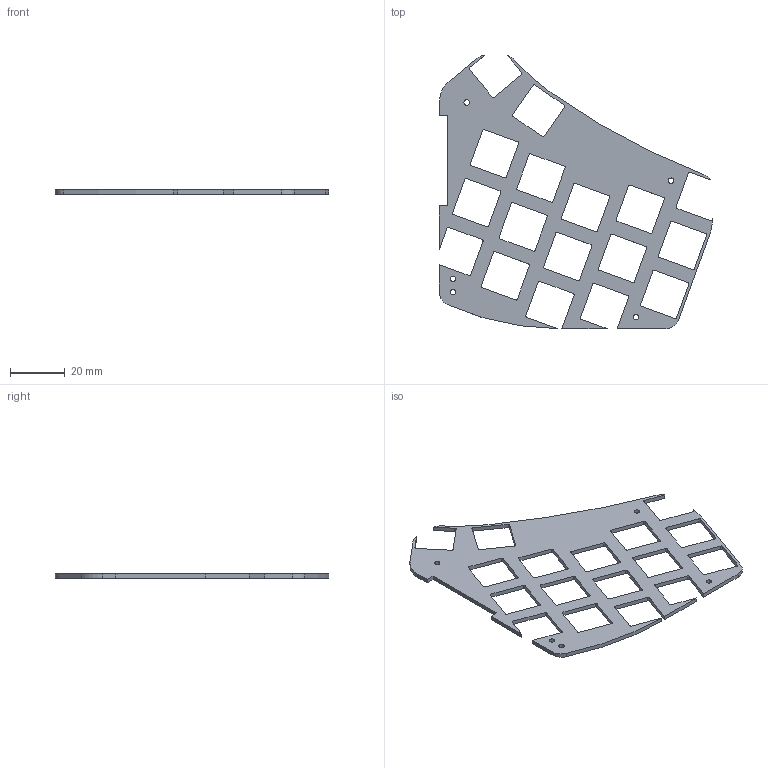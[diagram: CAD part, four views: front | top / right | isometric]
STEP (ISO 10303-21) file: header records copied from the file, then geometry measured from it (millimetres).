
FILE_DESCRIPTION(/* description */ (''),/* implementation_level */ '2;1');
FILE_NAME(/* name */ 'CheapisSwitchplate.step',/* time_stamp */ '2023-05-09T17:02:38-07:00',/* author */ (''),/* organization */ (''),/* preprocessor_version */ 'ST-DEVELOPER v19.2',/* originating_system */ 'Autodesk Translation Framework v12.4.0.73',/* authorisation */ '');
FILE_SCHEMA (('AUTOMOTIVE_DESIGN { 1 0 10303 214 3 1 1 }'));
Length unit declared in the file: millimetre
Products named in the file (1): CheapisMergedBottomplates
Bounding box: 99.89 x 99.89 x 1.5 mm (x, y, z)
Volume: 6233.7 mm3; surface area: 10164.1 mm2
Topology: 1 solids, 1 shells, 159 faces, 471 edges, 314 vertices
Faces by surface type: plane 80, cylinder 79
Full cylindrical faces by diameter (mm): 2 x5
Entity records: 5464 total; most frequent: DIRECTION 949, CARTESIAN_POINT 945, ORIENTED_EDGE 942, EDGE_CURVE 471, AXIS2_PLACEMENT_3D 318, VERTEX_POINT 314, LINE 313, VECTOR 313
